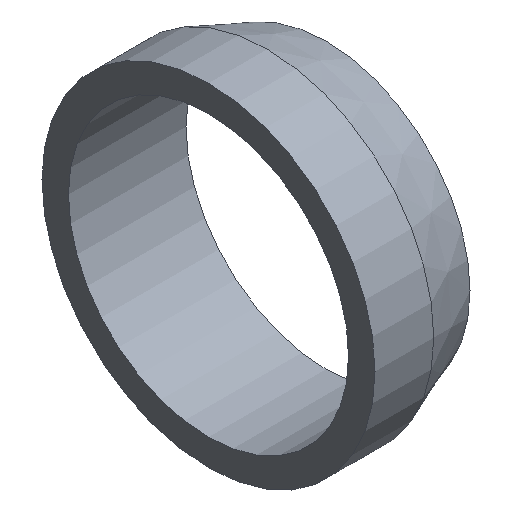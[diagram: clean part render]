
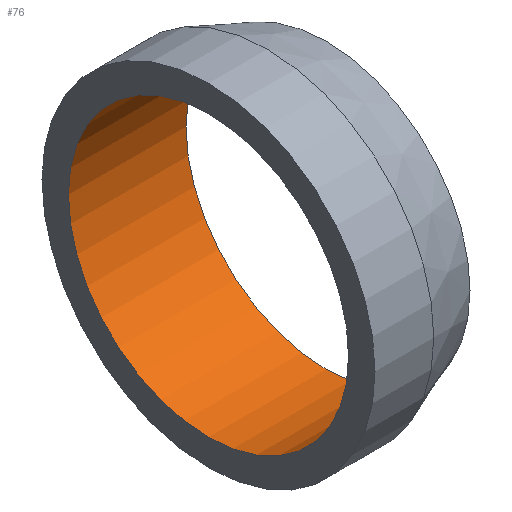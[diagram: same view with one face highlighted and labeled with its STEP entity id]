
A CAD part, isometric view. The second image highlights one B-rep face of the part: STEP entity #76.
In plain terms, the highlighted cylindrical face has radius 7.15 mm (diameter 14.3 mm), a full revolution.
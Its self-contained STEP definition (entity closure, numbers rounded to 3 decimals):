
#76 = ADVANCED_FACE( '', ( #84, #85 ), #86, .F. );
#84 = FACE_OUTER_BOUND( '', #99, .T. );
#85 = FACE_OUTER_BOUND( '', #100, .T. );
#86 = CYLINDRICAL_SURFACE( '', #101, 7.15 );
#99 = EDGE_LOOP( '', ( #116 ) );
#100 = EDGE_LOOP( '', ( #117 ) );
#101 = AXIS2_PLACEMENT_3D( '', #118, #119, #120 );
#116 = ORIENTED_EDGE( '', *, *, #138, .T. );
#117 = ORIENTED_EDGE( '', *, *, #136, .F. );
#118 = CARTESIAN_POINT( '', ( 3., 0., 0. ) );
#119 = DIRECTION( '', ( -1., 0., 0. ) );
#120 = DIRECTION( '', ( 0., 0., -1. ) );
#136 = EDGE_CURVE( '', #141, #141, #142, .T. );
#138 = EDGE_CURVE( '', #145, #145, #146, .T. );
#141 = VERTEX_POINT( '', #151 );
#142 = CIRCLE( '', #152, 7.15 );
#145 = VERTEX_POINT( '', #155 );
#146 = CIRCLE( '', #156, 7.15 );
#151 = CARTESIAN_POINT( '', ( -3., 0., -7.15 ) );
#152 = AXIS2_PLACEMENT_3D( '', #161, #162, #163 );
#155 = CARTESIAN_POINT( '', ( 3., 0., -7.15 ) );
#156 = AXIS2_PLACEMENT_3D( '', #167, #168, #169 );
#161 = CARTESIAN_POINT( '', ( -3., 0., 0. ) );
#162 = DIRECTION( '', ( 1., 0., 0. ) );
#163 = DIRECTION( '', ( 0., 0., -1. ) );
#167 = CARTESIAN_POINT( '', ( 3., 0., 0. ) );
#168 = DIRECTION( '', ( 1., 0., 0. ) );
#169 = DIRECTION( '', ( 0., 0., -1. ) );
